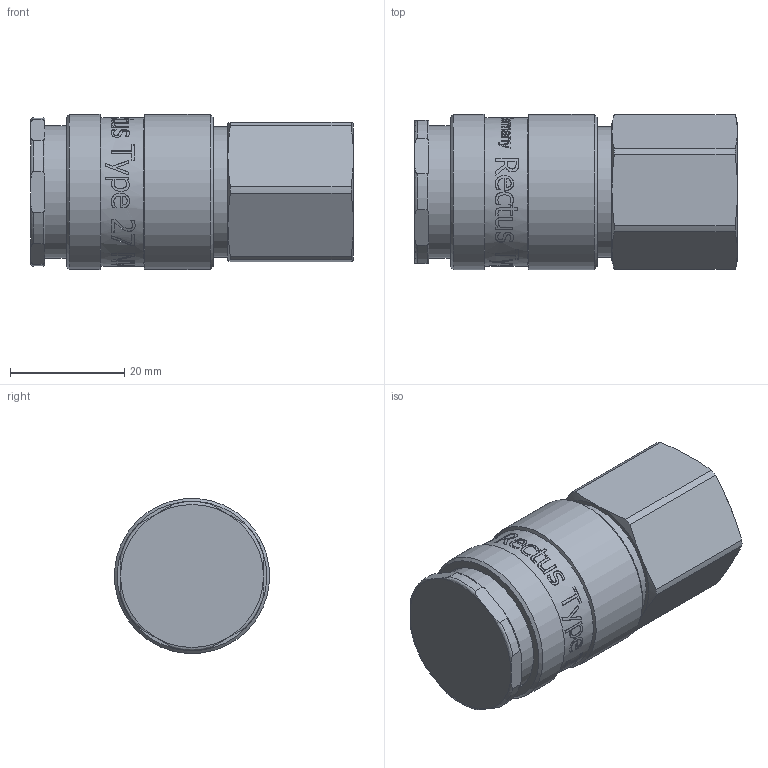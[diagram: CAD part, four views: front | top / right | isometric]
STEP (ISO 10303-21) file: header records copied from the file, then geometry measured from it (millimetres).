
FILE_DESCRIPTION((''),'2;1');
FILE_NAME('27KBIW17BEN.stp','2014-10-10T10:05:38',('SSC01480'),(''),'Autodesk Inventor 2013','Autodesk Inventor 2013','');
FILE_SCHEMA(('AUTOMOTIVE_DESIGN { 1 0 10303 214 1 1 1 1 }'));
Length unit declared in the file: millimetre
Products named in the file (1): D112126
Bounding box: 56.45 x 27.1 x 27.1 mm (x, y, z)
Volume: 25334.1 mm3; surface area: 11151.1 mm2
Topology: 2 solids, 3 shells, 707 faces, 1894 edges, 1256 vertices
Faces by surface type: bspline 354, plane 228, cylinder 85, cone 28, torus 12
Full cylindrical faces by diameter (mm): 14.95 x1, 18.176 x1, 18.7 x1, 18.8 x1, 19 x1, 20 x1, 20.3 x1, 20.95 x1, 22.75 x1, 23.1 x1, 23.35 x1, 23.55 x1, 26 x1, 27.15 x2
Entity records: 98612 total; most frequent: CARTESIAN_POINT 83158, ORIENTED_EDGE 3704, EDGE_CURVE 1852, DIRECTION 1789, VERTEX_POINT 1246, B_SPLINE_CURVE_WITH_KNOTS 946, EDGE_LOOP 806, FACE_OUTER_BOUND 707
